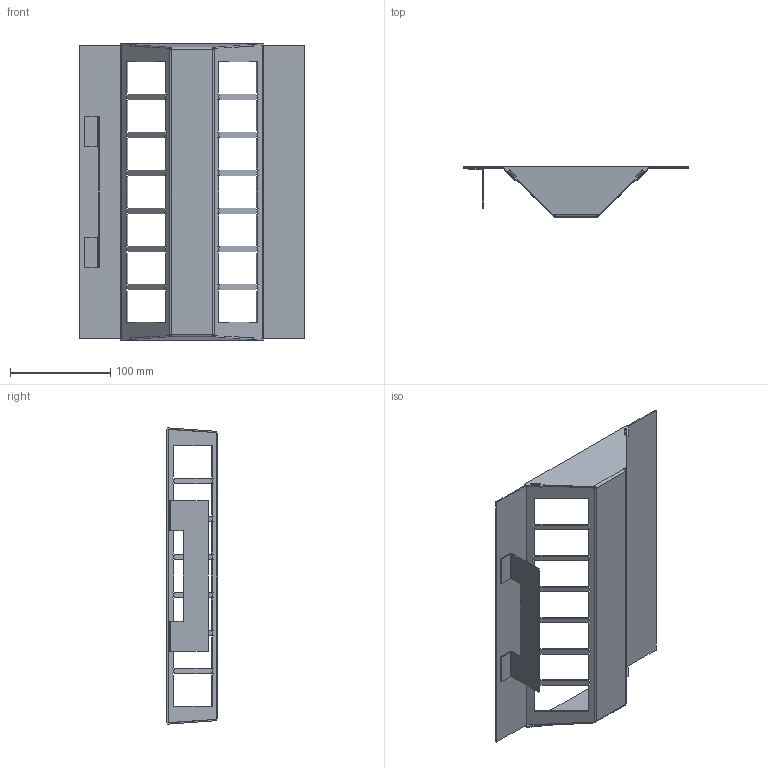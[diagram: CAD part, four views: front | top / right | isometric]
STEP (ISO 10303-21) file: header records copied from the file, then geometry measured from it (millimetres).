
FILE_DESCRIPTION((''),'2;1');
FILE_NAME('GTV14FLFQ16_ASM','2024-02-05T14:45:35',('goergem'),(''),'CREO PARAMETRIC BY PTC INC, 2022281','CREO PARAMETRIC BY PTC INC, 2022281','');
FILE_SCHEMA(('AUTOMOTIVE_DESIGN { 1 0 10303 214 1 1 1 1 }'));
Length unit declared in the file: millimetre
Products named in the file (5): T-00643_1; 73700-M_1; T-00642_ASM_1_ASM; T-00832_ASM_1_ASM; GTV14FLFQ16_ASM
Assembly tree (4 placements, depth 4):
  GTV14FLFQ16_ASM
    T-00832_ASM_1_ASM
      T-00642_ASM_1_ASM
        T-00643_1
        73700-M_1
Bounding box: 225 x 50.03 x 295.97 mm (x, y, z)
Volume: 83550.1 mm3; surface area: 139743.9 mm2
Topology: 2 solids, 2 shells, 344 faces, 956 edges, 616 vertices
Faces by surface type: plane 324, cylinder 16, bspline 4
Entity records: 12113 total; most frequent: CARTESIAN_POINT 2278, ORIENTED_EDGE 1912, DIRECTION 1749, EDGE_CURVE 956, VECTOR 924, LINE 924, VERTEX_POINT 616, AXIS2_PLACEMENT_3D 406
